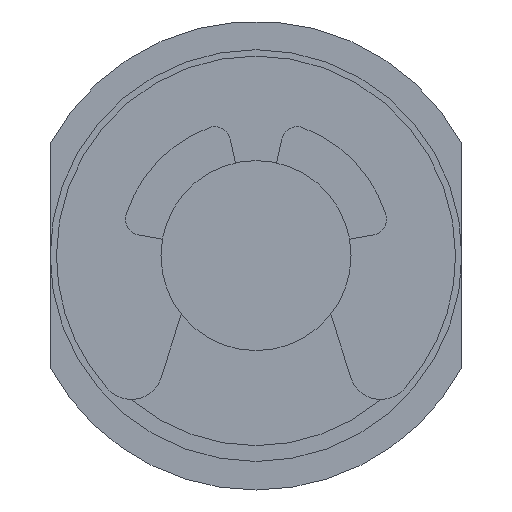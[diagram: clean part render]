
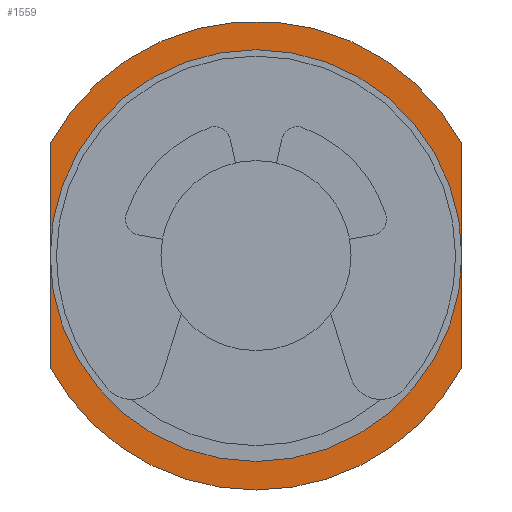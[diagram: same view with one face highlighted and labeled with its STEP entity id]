
A CAD part, front view. The second image highlights one B-rep face of the part: STEP entity #1559.
In plain terms, the highlighted planar face has unit normal (0, -1, 0).
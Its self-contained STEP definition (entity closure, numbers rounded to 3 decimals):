
#49 = ORIENTED_EDGE ( 'NONE', *, *, #7002, .F. ) ;
#79 = ORIENTED_EDGE ( 'NONE', *, *, #2562, .F. ) ;
#269 = PLANE ( 'NONE',  #7231 ) ;
#354 = EDGE_CURVE ( 'NONE', #6448, #1697, #595, .T. ) ;
#595 = CIRCLE ( 'NONE', #4218, 2.75 ) ;
#712 = VERTEX_POINT ( 'NONE', #7312 ) ;
#735 = AXIS2_PLACEMENT_3D ( 'NONE', #2399, #6227, #2311 ) ;
#847 = AXIS2_PLACEMENT_3D ( 'NONE', #6869, #7548, #3574 ) ;
#908 = DIRECTION ( 'NONE',  ( 0., 1., 0. ) ) ;
#971 = ORIENTED_EDGE ( 'NONE', *, *, #2412, .F. ) ;
#1559 = ADVANCED_FACE ( 'NONE', ( #2457, #2244 ), #269, .F. ) ;
#1697 = VERTEX_POINT ( 'NONE', #2752 ) ;
#1835 = CARTESIAN_POINT ( 'NONE',  ( -3.25, 9., 1.768 ) ) ;
#1871 = EDGE_CURVE ( 'NONE', #6764, #7820, #5129, .T. ) ;
#2007 = DIRECTION ( 'NONE',  ( 0., 0., 1. ) ) ;
#2146 = CIRCLE ( 'NONE', #4549, 3.7 ) ;
#2228 = CARTESIAN_POINT ( 'NONE',  ( 0., 9., 0. ) ) ;
#2244 = FACE_BOUND ( 'NONE', #7600, .T. ) ;
#2311 = DIRECTION ( 'NONE',  ( 0., 0., 1. ) ) ;
#2399 = CARTESIAN_POINT ( 'NONE',  ( 0., 9., 0. ) ) ;
#2412 = EDGE_CURVE ( 'NONE', #1697, #6448, #6663, .T. ) ;
#2457 = FACE_OUTER_BOUND ( 'NONE', #5267, .T. ) ;
#2502 = CARTESIAN_POINT ( 'NONE',  ( 0., 9., -2.75 ) ) ;
#2562 = EDGE_CURVE ( 'NONE', #6604, #712, #3656, .T. ) ;
#2577 = DIRECTION ( 'NONE',  ( 0., 0., -1. ) ) ;
#2752 = CARTESIAN_POINT ( 'NONE',  ( 0., 9., 2.75 ) ) ;
#2793 = AXIS2_PLACEMENT_3D ( 'NONE', #5375, #7352, #2007 ) ;
#2846 = CARTESIAN_POINT ( 'NONE',  ( 0., 9., 0. ) ) ;
#3039 = LINE ( 'NONE', #6174, #3257 ) ;
#3096 = CARTESIAN_POINT ( 'NONE',  ( 3.25, 9., 1.768 ) ) ;
#3144 = ORIENTED_EDGE ( 'NONE', *, *, #5123, .T. ) ;
#3257 = VECTOR ( 'NONE', #3607, 1000. ) ;
#3301 = CARTESIAN_POINT ( 'NONE',  ( 0., 9., 0. ) ) ;
#3574 = DIRECTION ( 'NONE',  ( 0., 0., -1. ) ) ;
#3607 = DIRECTION ( 'NONE',  ( 0., 0., 1. ) ) ;
#3651 = VERTEX_POINT ( 'NONE', #3996 ) ;
#3656 = CIRCLE ( 'NONE', #735, 3.7 ) ;
#3996 = CARTESIAN_POINT ( 'NONE',  ( -3.25, 9., -1.768 ) ) ;
#4218 = AXIS2_PLACEMENT_3D ( 'NONE', #3301, #7233, #2577 ) ;
#4549 = AXIS2_PLACEMENT_3D ( 'NONE', #2228, #7491, #5462 ) ;
#5123 = EDGE_CURVE ( 'NONE', #6604, #7820, #3039, .T. ) ;
#5129 = CIRCLE ( 'NONE', #2793, 3.7 ) ;
#5267 = EDGE_LOOP ( 'NONE', ( #3144, #5412, #6556, #49, #79 ) ) ;
#5375 = CARTESIAN_POINT ( 'NONE',  ( 0., 9., 0. ) ) ;
#5412 = ORIENTED_EDGE ( 'NONE', *, *, #1871, .F. ) ;
#5462 = DIRECTION ( 'NONE',  ( 0., 0., 1. ) ) ;
#5499 = DIRECTION ( 'NONE',  ( 0., 0., 1. ) ) ;
#5555 = EDGE_CURVE ( 'NONE', #6764, #3651, #5614, .T. ) ;
#5614 = LINE ( 'NONE', #5715, #6029 ) ;
#5715 = CARTESIAN_POINT ( 'NONE',  ( -3.25, 9., -1.768 ) ) ;
#6029 = VECTOR ( 'NONE', #8332, 1000. ) ;
#6174 = CARTESIAN_POINT ( 'NONE',  ( 3.25, 9., -1.768 ) ) ;
#6227 = DIRECTION ( 'NONE',  ( 0., 1., 0. ) ) ;
#6448 = VERTEX_POINT ( 'NONE', #2502 ) ;
#6556 = ORIENTED_EDGE ( 'NONE', *, *, #5555, .T. ) ;
#6604 = VERTEX_POINT ( 'NONE', #7773 ) ;
#6663 = CIRCLE ( 'NONE', #847, 2.75 ) ;
#6764 = VERTEX_POINT ( 'NONE', #1835 ) ;
#6869 = CARTESIAN_POINT ( 'NONE',  ( 0., 9., 0. ) ) ;
#7002 = EDGE_CURVE ( 'NONE', #712, #3651, #2146, .T. ) ;
#7231 = AXIS2_PLACEMENT_3D ( 'NONE', #2846, #908, #5499 ) ;
#7233 = DIRECTION ( 'NONE',  ( 0., -1., 0. ) ) ;
#7312 = CARTESIAN_POINT ( 'NONE',  ( 0., 9., -3.7 ) ) ;
#7352 = DIRECTION ( 'NONE',  ( 0., 1., 0. ) ) ;
#7491 = DIRECTION ( 'NONE',  ( 0., 1., 0. ) ) ;
#7548 = DIRECTION ( 'NONE',  ( 0., -1., 0. ) ) ;
#7600 = EDGE_LOOP ( 'NONE', ( #8224, #971 ) ) ;
#7773 = CARTESIAN_POINT ( 'NONE',  ( 3.25, 9., -1.768 ) ) ;
#7820 = VERTEX_POINT ( 'NONE', #3096 ) ;
#8224 = ORIENTED_EDGE ( 'NONE', *, *, #354, .F. ) ;
#8332 = DIRECTION ( 'NONE',  ( 0., 0., -1. ) ) ;
